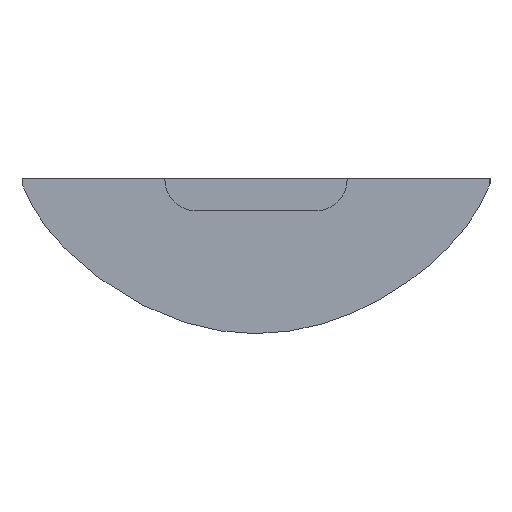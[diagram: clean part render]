
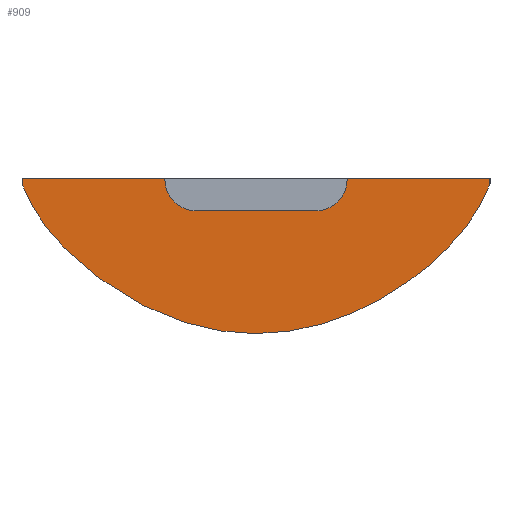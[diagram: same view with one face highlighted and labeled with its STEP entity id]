
A CAD part, left-side view. The second image highlights one B-rep face of the part: STEP entity #909.
In plain terms, the highlighted planar face has unit normal (-1, 0, 0).
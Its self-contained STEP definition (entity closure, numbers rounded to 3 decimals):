
#15=CIRCLE('',#945,1.58);
#17=CIRCLE('',#949,1.58);
#45=PLANE('',#962);
#88=FACE_OUTER_BOUND('',#136,.T.);
#136=EDGE_LOOP('',(#779,#780,#781,#782,#783,#784,#785,#786,#787,#788,#789,
#790));
#187=LINE('',#1772,#282);
#192=LINE('',#1786,#287);
#196=LINE('',#1798,#291);
#217=LINE('',#2083,#312);
#227=LINE('',#2123,#322);
#228=LINE('',#2125,#323);
#229=LINE('',#2153,#324);
#282=VECTOR('',#1028,10.);
#287=VECTOR('',#1041,10.);
#291=VECTOR('',#1053,10.);
#312=VECTOR('',#1088,10.);
#322=VECTOR('',#1106,10.);
#323=VECTOR('',#1107,10.);
#324=VECTOR('',#1108,10.);
#364=B_SPLINE_CURVE_WITH_KNOTS('',3,(#2127,#2128,#2129,#2130),
 .UNSPECIFIED.,.F.,.F.,(4,4),(0.,0.161),.UNSPECIFIED.);
#365=B_SPLINE_CURVE_WITH_KNOTS('',3,(#2132,#2133,#2134,#2135,#2136,#2137,
#2138,#2139,#2140,#2141,#2142,#2143,#2144,#2145,#2146,#2147),
 .UNSPECIFIED.,.F.,.F.,(4,3,3,3,3,4),(0.161,0.229,
0.423,0.59,0.806,0.839),
 .UNSPECIFIED.);
#366=B_SPLINE_CURVE_WITH_KNOTS('',3,(#2149,#2150,#2151,#2152),
 .UNSPECIFIED.,.F.,.F.,(4,4),(0.839,1.),.UNSPECIFIED.);
#417=VERTEX_POINT('',#1770);
#418=VERTEX_POINT('',#1771);
#421=VERTEX_POINT('',#1779);
#423=VERTEX_POINT('',#1785);
#425=VERTEX_POINT('',#1791);
#427=VERTEX_POINT('',#1797);
#441=VERTEX_POINT('',#2082);
#446=VERTEX_POINT('',#2122);
#447=VERTEX_POINT('',#2124);
#448=VERTEX_POINT('',#2126);
#449=VERTEX_POINT('',#2131);
#450=VERTEX_POINT('',#2148);
#516=EDGE_CURVE('',#417,#418,#187,.T.);
#520=EDGE_CURVE('',#421,#417,#15,.T.);
#523=EDGE_CURVE('',#423,#421,#192,.T.);
#526=EDGE_CURVE('',#425,#423,#17,.T.);
#529=EDGE_CURVE('',#427,#425,#196,.T.);
#557=EDGE_CURVE('',#441,#418,#217,.T.);
#568=EDGE_CURVE('',#427,#446,#227,.T.);
#569=EDGE_CURVE('',#446,#447,#228,.T.);
#570=EDGE_CURVE('',#447,#448,#364,.T.);
#571=EDGE_CURVE('',#448,#449,#365,.T.);
#572=EDGE_CURVE('',#449,#450,#366,.T.);
#573=EDGE_CURVE('',#450,#441,#229,.T.);
#779=ORIENTED_EDGE('',*,*,#568,.T.);
#780=ORIENTED_EDGE('',*,*,#569,.T.);
#781=ORIENTED_EDGE('',*,*,#570,.T.);
#782=ORIENTED_EDGE('',*,*,#571,.T.);
#783=ORIENTED_EDGE('',*,*,#572,.T.);
#784=ORIENTED_EDGE('',*,*,#573,.T.);
#785=ORIENTED_EDGE('',*,*,#557,.T.);
#786=ORIENTED_EDGE('',*,*,#516,.F.);
#787=ORIENTED_EDGE('',*,*,#520,.F.);
#788=ORIENTED_EDGE('',*,*,#523,.F.);
#789=ORIENTED_EDGE('',*,*,#526,.F.);
#790=ORIENTED_EDGE('',*,*,#529,.F.);
#909=ADVANCED_FACE('',(#88),#45,.F.);
#945=AXIS2_PLACEMENT_3D('',#1780,#1034,#1035);
#949=AXIS2_PLACEMENT_3D('',#1792,#1046,#1047);
#962=AXIS2_PLACEMENT_3D('',#2121,#1104,#1105);
#1028=DIRECTION('',(0.,0.,1.));
#1034=DIRECTION('center_axis',(-1.,0.,0.));
#1035=DIRECTION('ref_axis',(0.,0.,
-1.));
#1041=DIRECTION('',(0.,-1.,0.));
#1046=DIRECTION('center_axis',(-1.,0.,0.));
#1047=DIRECTION('ref_axis',(0.,1.,0.));
#1053=DIRECTION('',(0.,0.,-1.));
#1088=DIRECTION('',(0.,1.,0.));
#1104=DIRECTION('center_axis',(1.,0.,0.));
#1105=DIRECTION('ref_axis',(0.,-1.,0.));
#1106=DIRECTION('',(0.,1.,0.));
#1107=DIRECTION('',(0.,0.,-1.));
#1108=DIRECTION('',(0.,0.,1.));
#1770=CARTESIAN_POINT('',(8.247,-5.477,-6.8));
#1771=CARTESIAN_POINT('',(8.247,-5.477,-6.75));
#1772=CARTESIAN_POINT('',(8.247,-5.477,-6.8));
#1779=CARTESIAN_POINT('',(8.247,-3.897,-8.38));
#1780=CARTESIAN_POINT('Origin',(8.247,-3.897,-6.8));
#1785=CARTESIAN_POINT('',(8.247,2.103,-8.38));
#1786=CARTESIAN_POINT('',(8.247,2.103,-8.38));
#1791=CARTESIAN_POINT('',(8.247,3.683,-6.8));
#1792=CARTESIAN_POINT('Origin',(8.247,2.103,-6.8));
#1797=CARTESIAN_POINT('',(8.247,3.683,-6.75));
#1798=CARTESIAN_POINT('',(8.247,3.683,-6.6));
#2082=CARTESIAN_POINT('',(8.247,-12.65,-6.75));
#2083=CARTESIAN_POINT('',(8.247,-11.897,-6.75));
#2121=CARTESIAN_POINT('Origin',(8.247,-0.897,-10.711));
#2122=CARTESIAN_POINT('',(8.247,10.856,-6.75));
#2123=CARTESIAN_POINT('',(8.247,10.856,-6.75));
#2124=CARTESIAN_POINT('',(8.247,10.856,-7.02));
#2125=CARTESIAN_POINT('',(8.247,10.856,-7.02));
#2126=CARTESIAN_POINT('',(8.247,8.72,-10.25));
#2127=CARTESIAN_POINT('Ctrl Pts',(8.247,10.856,-7.02));
#2128=CARTESIAN_POINT('Ctrl Pts',(8.247,10.457,-8.132));
#2129=CARTESIAN_POINT('Ctrl Pts',(8.247,9.732,-9.215));
#2130=CARTESIAN_POINT('Ctrl Pts',(8.247,8.72,-10.25));
#2131=CARTESIAN_POINT('',(8.247,-10.514,-10.25));
#2132=CARTESIAN_POINT('Ctrl Pts',(8.247,8.72,-10.25));
#2133=CARTESIAN_POINT('Ctrl Pts',(8.247,8.298,-10.681));
#2134=CARTESIAN_POINT('Ctrl Pts',(8.247,7.826,-11.104));
#2135=CARTESIAN_POINT('Ctrl Pts',(8.247,7.303,-11.513));
#2136=CARTESIAN_POINT('Ctrl Pts',(8.247,5.79,-12.696));
#2137=CARTESIAN_POINT('Ctrl Pts',(8.247,3.844,-13.759));
#2138=CARTESIAN_POINT('Ctrl Pts',(8.247,1.702,-14.251));
#2139=CARTESIAN_POINT('Ctrl Pts',(8.247,-0.132,-14.672));
#2140=CARTESIAN_POINT('Ctrl Pts',(8.247,-2.096,-14.632));
#2141=CARTESIAN_POINT('Ctrl Pts',(8.247,-3.909,-14.149));
#2142=CARTESIAN_POINT('Ctrl Pts',(8.247,-6.27,-13.52));
#2143=CARTESIAN_POINT('Ctrl Pts',(8.247,-8.35,-12.23));
#2144=CARTESIAN_POINT('Ctrl Pts',(8.247,-9.871,-10.866));
#2145=CARTESIAN_POINT('Ctrl Pts',(8.247,-10.097,-10.663));
#2146=CARTESIAN_POINT('Ctrl Pts',(8.247,-10.311,-10.457));
#2147=CARTESIAN_POINT('Ctrl Pts',(8.247,-10.514,-10.25));
#2148=CARTESIAN_POINT('',(8.247,-12.65,-7.02));
#2149=CARTESIAN_POINT('Ctrl Pts',(8.247,-10.514,-10.25));
#2150=CARTESIAN_POINT('Ctrl Pts',(8.247,-11.528,-9.213));
#2151=CARTESIAN_POINT('Ctrl Pts',(8.247,-12.25,-8.133));
#2152=CARTESIAN_POINT('Ctrl Pts',(8.247,-12.65,-7.02));
#2153=CARTESIAN_POINT('',(8.247,-12.65,-6.75));
